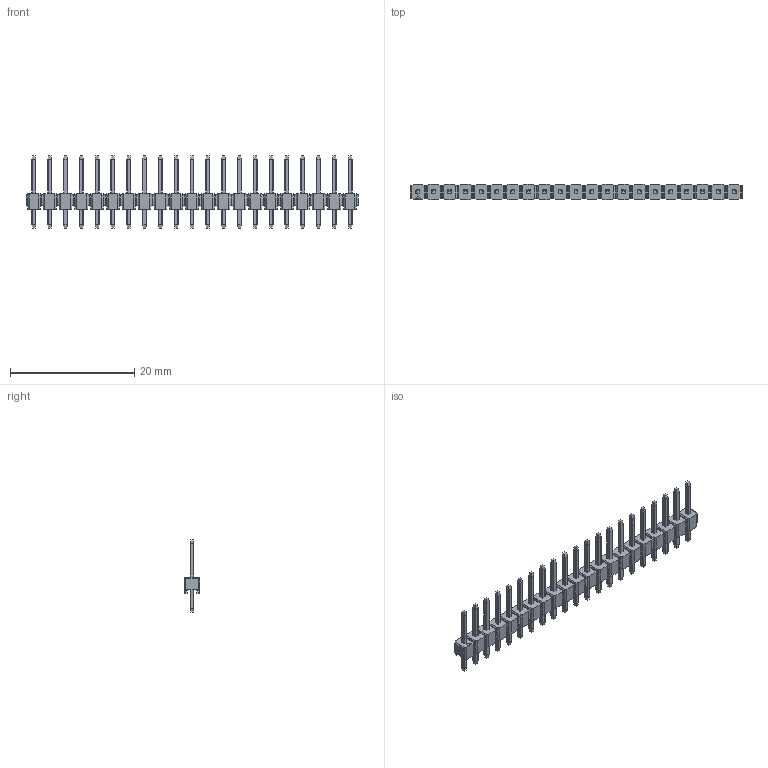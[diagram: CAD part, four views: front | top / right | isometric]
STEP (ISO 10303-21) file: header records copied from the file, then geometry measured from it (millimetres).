
FILE_DESCRIPTION (( 'STEP AP214' ), '1' );
FILE_NAME ('2.54_pin_header_1x21_yellow.STEP', '2025-02-22T13:57:44', ( '' ), ( '' ), 'SwSTEP 2.0', 'SolidWorks 2023', '' );
FILE_SCHEMA (( 'AUTOMOTIVE_DESIGN' ));
Length unit declared in the file: millimetre
Products named in the file (1): 2.54_pin_header_1x21_yellow
Bounding box: 53.34 x 2.5 x 11.6 mm (x, y, z)
Volume: 355.1 mm3; surface area: 1335.6 mm2
Topology: 42 solids, 42 shells, 1012 faces, 2613 edges, 1686 vertices
Faces by surface type: plane 928, cylinder 84
Entity records: 41457 total; most frequent: CARTESIAN_POINT 6320, ORIENTED_EDGE 5226, DIRECTION 4303, EDGE_CURVE 2613, VECTOR 2277, LINE 2277, VERTEX_POINT 1686, UNCERTAINTY_MEASURE_WITH_UNIT 1055
